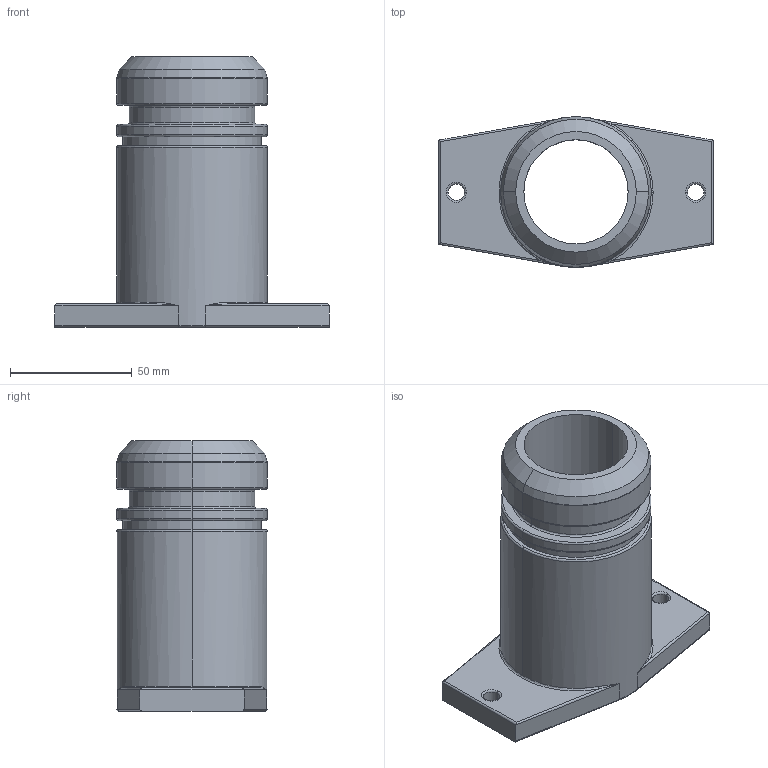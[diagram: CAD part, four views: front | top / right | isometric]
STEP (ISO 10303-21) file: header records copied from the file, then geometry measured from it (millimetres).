
FILE_DESCRIPTION (( 'STEP AP203' ), '1' );
FILE_NAME ('2076.STEP', '2010-07-14T13:37:47', ( '' ), ( '' ), 'SwSTEP 2.0', 'SolidWorks 2010', '' );
FILE_SCHEMA (( 'CONFIG_CONTROL_DESIGN' ));
Length unit declared in the file: inch
Products named in the file (1): 2076
Bounding box: 112.71 x 61.91 x 111.12 mm (x, y, z)
Volume: 153569.4 mm3; surface area: 49522.8 mm2
Topology: 1 solids, 1 shells, 74 faces, 166 edges, 95 vertices
Faces by surface type: cylinder 28, torus 23, plane 15, cone 4, bspline 4
Entity records: 2603 total; most frequent: CARTESIAN_POINT 868, DIRECTION 382, ORIENTED_EDGE 324, AXIS2_PLACEMENT_3D 165, EDGE_CURVE 162, VERTEX_POINT 95, CIRCLE 94, EDGE_LOOP 85
